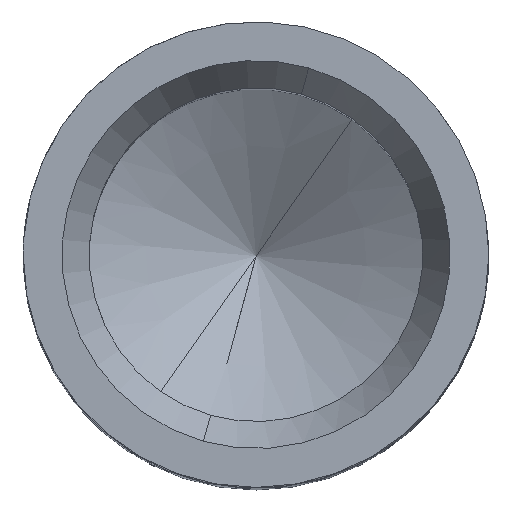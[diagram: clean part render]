
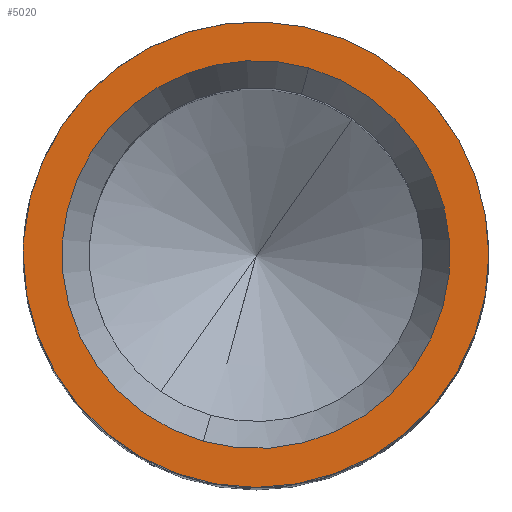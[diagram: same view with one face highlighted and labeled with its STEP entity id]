
A CAD part, top view. The second image highlights one B-rep face of the part: STEP entity #5020.
In plain terms, the highlighted face is planar.
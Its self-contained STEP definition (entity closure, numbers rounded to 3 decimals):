
#4450=CARTESIAN_POINT('',(65.128,69.523,2.887));
#4460=VERTEX_POINT('',#4450);
#4490=CARTESIAN_POINT('',(65.128,68.707,0.));
#4500=DIRECTION('',(-1.,0.,0.));
#4510=DIRECTION('',(0.,-0.199,
-0.98));
#4520=AXIS2_PLACEMENT_3D('',#4490,#4500,#4510);
#4530=CIRCLE('',#4520,3.);
#4540=CARTESIAN_POINT('',(65.128,68.111,-2.94));
#4550=VERTEX_POINT('',#4540);
#4560=EDGE_CURVE('',#4460,#4550,#4530,.T.);
#4580=CARTESIAN_POINT('',(65.128,67.891,-2.887))
;
#4590=VERTEX_POINT('',#4580);
#4600=EDGE_CURVE('',#4550,#4590,#4530,.T.);
#4720=CARTESIAN_POINT('',(65.128,68.208,-2.641))
;
#4730=DIRECTION('',(-1.,0.,0.));
#4740=DIRECTION('',(0.,-0.199,
-0.98));
#4750=AXIS2_PLACEMENT_3D('',#4720,#4730,#4740);
#4760=PLANE('',#4750);
#4770=EDGE_CURVE('',#4590,#4460,#4530,.T.);
#4780=ORIENTED_EDGE('',*,*,#4770,.T.);
#4790=ORIENTED_EDGE('',*,*,#4600,.T.);
#4800=ORIENTED_EDGE('',*,*,#4560,.T.);
#4810=EDGE_LOOP('',(#4800,#4790,#4780));
#4820=FACE_OUTER_BOUND('',#4810,.T.);
#4830=CARTESIAN_POINT('',(65.128,68.707,0.));
#4840=DIRECTION('',(-1.,0.,0.));
#4850=DIRECTION('',(0.,1.,0.));
#4860=AXIS2_PLACEMENT_3D('',#4830,#4840,#4850);
#4870=CIRCLE('',#4860,2.5);
#4880=CARTESIAN_POINT('',(65.128,68.21,-2.45))
;
#4890=VERTEX_POINT('',#4880);
#4900=CARTESIAN_POINT('',(65.128,66.207,0.));
#4910=VERTEX_POINT('',#4900);
#4920=EDGE_CURVE('',#4890,#4910,#4870,.T.);
#4930=ORIENTED_EDGE('',*,*,#4920,.F.);
#4940=CARTESIAN_POINT('',(65.128,71.207,0.));
#4950=VERTEX_POINT('',#4940);
#4960=EDGE_CURVE('',#4910,#4950,#4870,.T.);
#4970=ORIENTED_EDGE('',*,*,#4960,.F.);
#4980=EDGE_CURVE('',#4950,#4890,#4870,.T.);
#4990=ORIENTED_EDGE('',*,*,#4980,.F.);
#5000=EDGE_LOOP('',(#4990,#4970,#4930));
#5010=FACE_BOUND('',#5000,.T.);
#5020=ADVANCED_FACE('',(#4820,#5010),#4760,.T.);
